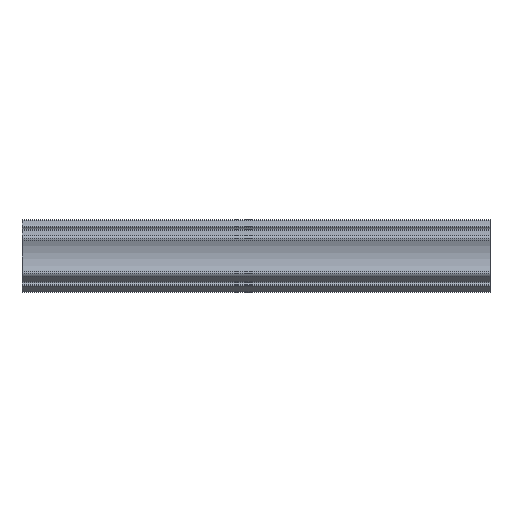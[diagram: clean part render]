
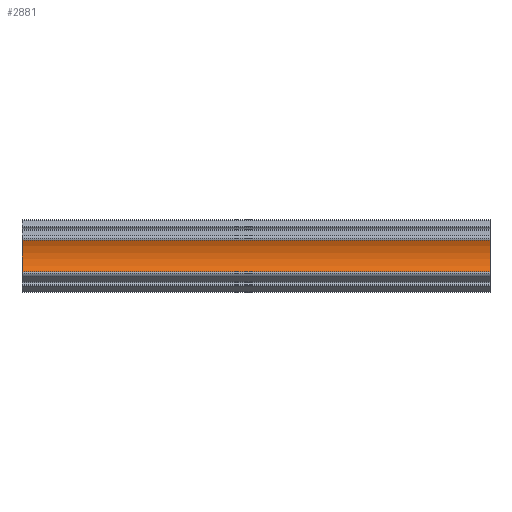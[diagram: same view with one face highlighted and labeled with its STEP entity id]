
A CAD part, top view. The second image highlights one B-rep face of the part: STEP entity #2881.
In plain terms, the highlighted cylindrical face has radius 40 mm (diameter 80 mm), a partial arc.
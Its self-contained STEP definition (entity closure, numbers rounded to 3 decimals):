
#258 = CIRCLE ( 'NONE', #3375, 40. ) ;
#403 = LINE ( 'NONE', #3420, #3956 ) ;
#499 = AXIS2_PLACEMENT_3D ( 'NONE', #1644, #1687, #896 ) ;
#510 = VECTOR ( 'NONE', #1810, 1000. ) ;
#672 = VERTEX_POINT ( 'NONE', #3049 ) ;
#896 = DIRECTION ( 'NONE',  ( 0., 0., 1. ) ) ;
#920 = CYLINDRICAL_SURFACE ( 'NONE', #499, 40. ) ;
#1009 = EDGE_LOOP ( 'NONE', ( #2201, #3927, #1310, #1052 ) ) ;
#1052 = ORIENTED_EDGE ( 'NONE', *, *, #4225, .T. ) ;
#1079 = EDGE_CURVE ( 'NONE', #3150, #672, #403, .T. ) ;
#1173 = CARTESIAN_POINT ( 'NONE',  ( 500., -14.295, 3306.592 ) ) ;
#1310 = ORIENTED_EDGE ( 'NONE', *, *, #1519, .F. ) ;
#1329 = VERTEX_POINT ( 'NONE', #3097 ) ;
#1519 = EDGE_CURVE ( 'NONE', #1329, #3150, #2873, .T. ) ;
#1535 = CARTESIAN_POINT ( 'NONE',  ( 500., 19.241, 3306.592 ) ) ;
#1644 = CARTESIAN_POINT ( 'NONE',  ( 500., 2.473, 3342.907 ) ) ;
#1687 = DIRECTION ( 'NONE',  ( -1., 0., 0. ) ) ;
#1694 = EDGE_CURVE ( 'NONE', #4142, #672, #258, .T. ) ;
#1810 = DIRECTION ( 'NONE',  ( -1., 0., 0. ) ) ;
#1856 = AXIS2_PLACEMENT_3D ( 'NONE', #3935, #2190, #2568 ) ;
#2128 = DIRECTION ( 'NONE',  ( -1., 0., 0. ) ) ;
#2190 = DIRECTION ( 'NONE',  ( -1., 0., 0. ) ) ;
#2201 = ORIENTED_EDGE ( 'NONE', *, *, #1694, .T. ) ;
#2568 = DIRECTION ( 'NONE',  ( 0., 0., 1. ) ) ;
#2790 = CARTESIAN_POINT ( 'NONE',  ( 0., 19.241, 3306.592 ) ) ;
#2873 = CIRCLE ( 'NONE', #1856, 40. ) ;
#2881 = ADVANCED_FACE ( 'NONE', ( #3764 ), #920, .F. ) ;
#3049 = CARTESIAN_POINT ( 'NONE',  ( 0., -14.295, 3306.592 ) ) ;
#3097 = CARTESIAN_POINT ( 'NONE',  ( 500., 19.241, 3306.592 ) ) ;
#3150 = VERTEX_POINT ( 'NONE', #1173 ) ;
#3175 = DIRECTION ( 'NONE',  ( 0., 0., 1. ) ) ;
#3375 = AXIS2_PLACEMENT_3D ( 'NONE', #3486, #2128, #3175 ) ;
#3420 = CARTESIAN_POINT ( 'NONE',  ( 500., -14.295, 3306.592 ) ) ;
#3486 = CARTESIAN_POINT ( 'NONE',  ( 0., 2.473, 3342.907 ) ) ;
#3764 = FACE_OUTER_BOUND ( 'NONE', #1009, .T. ) ;
#3803 = DIRECTION ( 'NONE',  ( -1., 0., 0. ) ) ;
#3927 = ORIENTED_EDGE ( 'NONE', *, *, #1079, .F. ) ;
#3935 = CARTESIAN_POINT ( 'NONE',  ( 500., 2.473, 3342.907 ) ) ;
#3956 = VECTOR ( 'NONE', #3803, 1000. ) ;
#3971 = LINE ( 'NONE', #1535, #510 ) ;
#4142 = VERTEX_POINT ( 'NONE', #2790 ) ;
#4225 = EDGE_CURVE ( 'NONE', #1329, #4142, #3971, .T. ) ;
